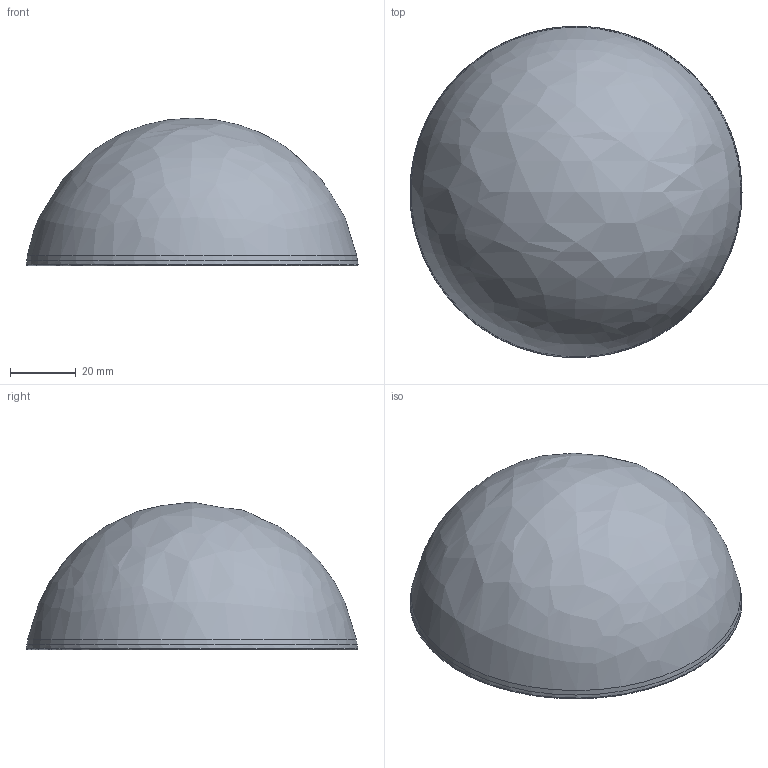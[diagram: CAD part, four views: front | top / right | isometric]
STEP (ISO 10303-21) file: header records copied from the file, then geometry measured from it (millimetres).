
FILE_DESCRIPTION(('HOOPS Exchange Step'),'2;1');
FILE_NAME('temp_export','2024-11-25T16:05:53-05:00',('sammyoge'),('Shapr3D Limited'),'HOOPS Exchange 2024.2','Shapr3D','Authorized');
FILE_SCHEMA( ('AP242_MANAGED_MODEL_BASED_3D_ENGINEERING_MIM_LF {1 0 10303 442 1 1 4 }') );
Length unit declared in the file: millimetre
Products named in the file (9): Extra; Top Sphere Shaft Receiver; Shaft; RE Connector; TS Split Sketches for Spring Holes; Top Sphere; Sphere Cutouts (1); Prime; root
Assembly tree (8 placements, depth 5):
  root
    Shaft
      Extra
      Top Sphere Shaft Receiver
    Prime
      Sphere Cutouts (1)
        Top Sphere
          RE Connector
          TS Split Sketches for Spring Holes
Bounding box: 101.01 x 100.8 x 44.93 mm (x, y, z)
Volume: 184866.9 mm3; surface area: 78996.6 mm2
Topology: 8 solids, 8 shells, 74 faces, 182 edges, 130 vertices
Faces by surface type: cylinder 28, plane 23, torus 13, bspline 10
Full cylindrical faces by diameter (mm): 12.75 x4, 14 x4, 22.5 x2, 42 x1, 48 x2, 51 x1, 60.5 x2, 63.5 x3, 69.42 x1
Entity records: 8923 total; most frequent: CARTESIAN_POINT 6853, DIRECTION 424, ORIENTED_EDGE 364, AXIS2_PLACEMENT_3D 191, EDGE_CURVE 182, VERTEX_POINT 130, EDGE_LOOP 110, FACE_BOUND 110
